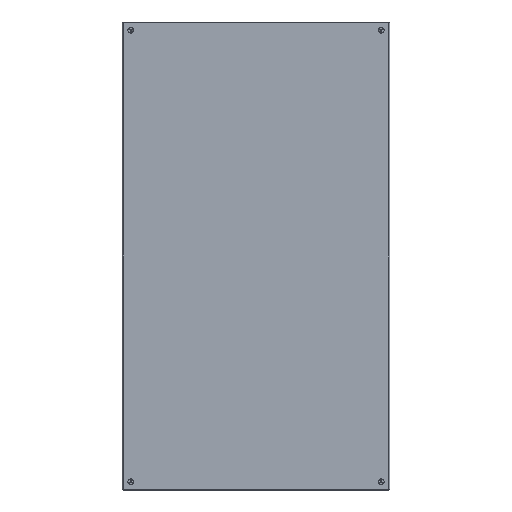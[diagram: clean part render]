
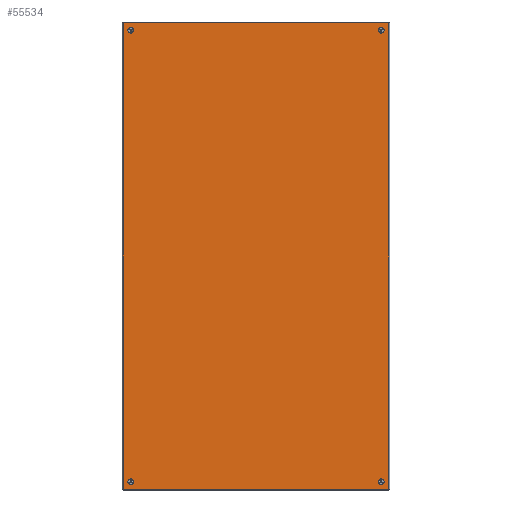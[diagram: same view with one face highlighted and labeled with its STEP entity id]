
A CAD part, left-side view. The second image highlights one B-rep face of the part: STEP entity #55534.
In plain terms, the highlighted face is planar.
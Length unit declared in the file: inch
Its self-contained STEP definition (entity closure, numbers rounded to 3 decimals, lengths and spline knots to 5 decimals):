
#915 = CARTESIAN_POINT ( 'NONE',  ( -20., 0., 11.25 ) ) ;
#1284 = ORIENTED_EDGE ( 'NONE', *, *, #64750, .F. ) ;
#2529 = CARTESIAN_POINT ( 'NONE',  ( -20.25, 0., 11.25 ) ) ;
#3171 = EDGE_CURVE ( 'NONE', #97307, #113052, #7545, .T. ) ;
#3858 = CARTESIAN_POINT ( 'NONE',  ( -20., 0., -11.25 ) ) ;
#4773 = EDGE_CURVE ( 'NONE', #40231, #100722, #69753, .T. ) ;
#5188 = VECTOR ( 'NONE', #52601, 39.37008 ) ;
#5406 = CARTESIAN_POINT ( 'NONE',  ( 20.5, 0., 11.25 ) ) ;
#7545 = CIRCLE ( 'NONE', #93119, 0.25 ) ;
#8080 = CARTESIAN_POINT ( 'NONE',  ( 20.928, 0., 11.892 ) ) ;
#8158 = AXIS2_PLACEMENT_3D ( 'NONE', #64022, #82873, #109892 ) ;
#8600 = DIRECTION ( 'NONE',  ( 1., 0., 0. ) ) ;
#8605 = DIRECTION ( 'NONE',  ( -1., 0., 0. ) ) ;
#9399 = ORIENTED_EDGE ( 'NONE', *, *, #62583, .F. ) ;
#9540 = VERTEX_POINT ( 'NONE', #27362 ) ;
#10144 = VERTEX_POINT ( 'NONE', #915 ) ;
#12566 = DIRECTION ( 'NONE',  ( 1., 0., 0. ) ) ;
#12808 = FACE_BOUND ( 'NONE', #120792, .T. ) ;
#14878 = VERTEX_POINT ( 'NONE', #44788 ) ;
#16605 = EDGE_LOOP ( 'NONE', ( #29339, #120291 ) ) ;
#16877 = ORIENTED_EDGE ( 'NONE', *, *, #4773, .T. ) ;
#17146 = EDGE_LOOP ( 'NONE', ( #114447, #20553 ) ) ;
#19319 = EDGE_CURVE ( 'NONE', #51019, #63382, #70832, .T. ) ;
#20553 = ORIENTED_EDGE ( 'NONE', *, *, #53101, .T. ) ;
#25683 = DIRECTION ( 'NONE',  ( 0., 0., 1. ) ) ;
#25712 = DIRECTION ( 'NONE',  ( 1., 0., 0. ) ) ;
#26542 = DIRECTION ( 'NONE',  ( 0., -1., 0. ) ) ;
#26669 = CARTESIAN_POINT ( 'NONE',  ( 20.25, 0., 11.25 ) ) ;
#27362 = CARTESIAN_POINT ( 'NONE',  ( -20.928, 0., 11.892 ) ) ;
#29339 = ORIENTED_EDGE ( 'NONE', *, *, #19319, .T. ) ;
#33425 = FACE_BOUND ( 'NONE', #17146, .T. ) ;
#34644 = DIRECTION ( 'NONE',  ( 0., -1., 0. ) ) ;
#35937 = ORIENTED_EDGE ( 'NONE', *, *, #59686, .T. ) ;
#36872 = CARTESIAN_POINT ( 'NONE',  ( -20.928, 0., 11.892 ) ) ;
#38482 = LINE ( 'NONE', #110062, #53235 ) ;
#40231 = VERTEX_POINT ( 'NONE', #8080 ) ;
#40315 = LINE ( 'NONE', #36872, #100498 ) ;
#41561 = ORIENTED_EDGE ( 'NONE', *, *, #103883, .T. ) ;
#44243 = VECTOR ( 'NONE', #106468, 39.37008 ) ;
#44788 = CARTESIAN_POINT ( 'NONE',  ( -20.5, 0., 11.25 ) ) ;
#47419 = CARTESIAN_POINT ( 'NONE',  ( 20., 0., -11.25 ) ) ;
#48254 = EDGE_CURVE ( 'NONE', #93369, #110690, #83094, .T. ) ;
#48897 = DIRECTION ( 'NONE',  ( 1., 0., 0. ) ) ;
#49172 = DIRECTION ( 'NONE',  ( 0., -1., 0. ) ) ;
#51019 = VERTEX_POINT ( 'NONE', #3858 ) ;
#52601 = DIRECTION ( 'NONE',  ( 0., 0., -1. ) ) ;
#52905 = AXIS2_PLACEMENT_3D ( 'NONE', #81387, #34644, #100188 ) ;
#53101 = EDGE_CURVE ( 'NONE', #14878, #10144, #84500, .T. ) ;
#53235 = VECTOR ( 'NONE', #25683, 39.37008 ) ;
#54652 = CARTESIAN_POINT ( 'NONE',  ( -20.5, 0., -11.25 ) ) ;
#55084 = AXIS2_PLACEMENT_3D ( 'NONE', #120337, #64314, #92618 ) ;
#55288 = EDGE_LOOP ( 'NONE', ( #9399, #35937, #1284, #16877 ) ) ;
#55500 = AXIS2_PLACEMENT_3D ( 'NONE', #93072, #63567, #8600 ) ;
#55534 = ADVANCED_FACE ( 'NONE', ( #58412, #12808, #33425, #100810, #87720 ), #92920, .F. ) ;
#58412 = FACE_OUTER_BOUND ( 'NONE', #55288, .T. ) ;
#58961 = CARTESIAN_POINT ( 'NONE',  ( 20.25, 0., -11.25 ) ) ;
#59686 = EDGE_CURVE ( 'NONE', #106672, #9540, #38482, .T. ) ;
#62583 = EDGE_CURVE ( 'NONE', #106672, #100722, #69168, .T. ) ;
#63382 = VERTEX_POINT ( 'NONE', #54652 ) ;
#63567 = DIRECTION ( 'NONE',  ( 0., -1., 0. ) ) ;
#64022 = CARTESIAN_POINT ( 'NONE',  ( -20.25, 0., -11.25 ) ) ;
#64314 = DIRECTION ( 'NONE',  ( 0., -1., 0. ) ) ;
#64750 = EDGE_CURVE ( 'NONE', #40231, #9540, #40315, .T. ) ;
#65037 = EDGE_LOOP ( 'NONE', ( #86763, #41561 ) ) ;
#68853 = CIRCLE ( 'NONE', #55500, 0.25 ) ;
#69168 = LINE ( 'NONE', #107634, #44243 ) ;
#69753 = LINE ( 'NONE', #107076, #5188 ) ;
#70832 = CIRCLE ( 'NONE', #8158, 0.25 ) ;
#73698 = AXIS2_PLACEMENT_3D ( 'NONE', #2529, #77185, #48897 ) ;
#74489 = CIRCLE ( 'NONE', #112237, 0.25 ) ;
#77185 = DIRECTION ( 'NONE',  ( 0., -1., 0. ) ) ;
#78431 = CARTESIAN_POINT ( 'NONE',  ( 20.5, 0., -11.25 ) ) ;
#81387 = CARTESIAN_POINT ( 'NONE',  ( 20.25, 0., 11.25 ) ) ;
#82674 = CARTESIAN_POINT ( 'NONE',  ( 20.928, 0., -11.928 ) ) ;
#82873 = DIRECTION ( 'NONE',  ( 0., -1., 0. ) ) ;
#83094 = CIRCLE ( 'NONE', #55084, 0.25 ) ;
#83901 = DIRECTION ( 'NONE',  ( 1., 0., 0. ) ) ;
#84500 = CIRCLE ( 'NONE', #73698, 0.25 ) ;
#85209 = AXIS2_PLACEMENT_3D ( 'NONE', #109689, #99849, #25712 ) ;
#85496 = CIRCLE ( 'NONE', #85209, 0.25 ) ;
#85632 = DIRECTION ( 'NONE',  ( 1., 0., 0. ) ) ;
#86763 = ORIENTED_EDGE ( 'NONE', *, *, #48254, .T. ) ;
#87289 = CARTESIAN_POINT ( 'NONE',  ( -20.928, 0., -11.892 ) ) ;
#87720 = FACE_BOUND ( 'NONE', #16605, .T. ) ;
#90705 = ORIENTED_EDGE ( 'NONE', *, *, #3171, .T. ) ;
#92618 = DIRECTION ( 'NONE',  ( 1., 0., 0. ) ) ;
#92920 = PLANE ( 'NONE',  #117981 ) ;
#93072 = CARTESIAN_POINT ( 'NONE',  ( -20.25, 0., -11.25 ) ) ;
#93119 = AXIS2_PLACEMENT_3D ( 'NONE', #26669, #49172, #85632 ) ;
#93369 = VERTEX_POINT ( 'NONE', #78431 ) ;
#96262 = DIRECTION ( 'NONE',  ( 0., -1., 0. ) ) ;
#97307 = VERTEX_POINT ( 'NONE', #5406 ) ;
#98101 = EDGE_CURVE ( 'NONE', #63382, #51019, #68853, .T. ) ;
#99849 = DIRECTION ( 'NONE',  ( 0., -1., 0. ) ) ;
#100188 = DIRECTION ( 'NONE',  ( 1., 0., 0. ) ) ;
#100498 = VECTOR ( 'NONE', #8605, 39.37008 ) ;
#100722 = VERTEX_POINT ( 'NONE', #106487 ) ;
#100810 = FACE_BOUND ( 'NONE', #65037, .T. ) ;
#103531 = ORIENTED_EDGE ( 'NONE', *, *, #117989, .T. ) ;
#103883 = EDGE_CURVE ( 'NONE', #110690, #93369, #74489, .T. ) ;
#106468 = DIRECTION ( 'NONE',  ( 1., 0., 0. ) ) ;
#106487 = CARTESIAN_POINT ( 'NONE',  ( 20.928, 0., -11.892 ) ) ;
#106672 = VERTEX_POINT ( 'NONE', #87289 ) ;
#106921 = EDGE_CURVE ( 'NONE', #10144, #14878, #85496, .T. ) ;
#107076 = CARTESIAN_POINT ( 'NONE',  ( 20.928, 0., -11.928 ) ) ;
#107634 = CARTESIAN_POINT ( 'NONE',  ( 20.928, 0., -11.892 ) ) ;
#108025 = CARTESIAN_POINT ( 'NONE',  ( 20., 0., 11.25 ) ) ;
#109689 = CARTESIAN_POINT ( 'NONE',  ( -20.25, 0., 11.25 ) ) ;
#109892 = DIRECTION ( 'NONE',  ( 1., 0., 0. ) ) ;
#110062 = CARTESIAN_POINT ( 'NONE',  ( -20.928, 0., 11.928 ) ) ;
#110690 = VERTEX_POINT ( 'NONE', #47419 ) ;
#112237 = AXIS2_PLACEMENT_3D ( 'NONE', #58961, #96262, #12566 ) ;
#113052 = VERTEX_POINT ( 'NONE', #108025 ) ;
#114447 = ORIENTED_EDGE ( 'NONE', *, *, #106921, .T. ) ;
#117981 = AXIS2_PLACEMENT_3D ( 'NONE', #82674, #26542, #83901 ) ;
#117989 = EDGE_CURVE ( 'NONE', #113052, #97307, #119553, .T. ) ;
#119553 = CIRCLE ( 'NONE', #52905, 0.25 ) ;
#120291 = ORIENTED_EDGE ( 'NONE', *, *, #98101, .T. ) ;
#120337 = CARTESIAN_POINT ( 'NONE',  ( 20.25, 0., -11.25 ) ) ;
#120792 = EDGE_LOOP ( 'NONE', ( #90705, #103531 ) ) ;
